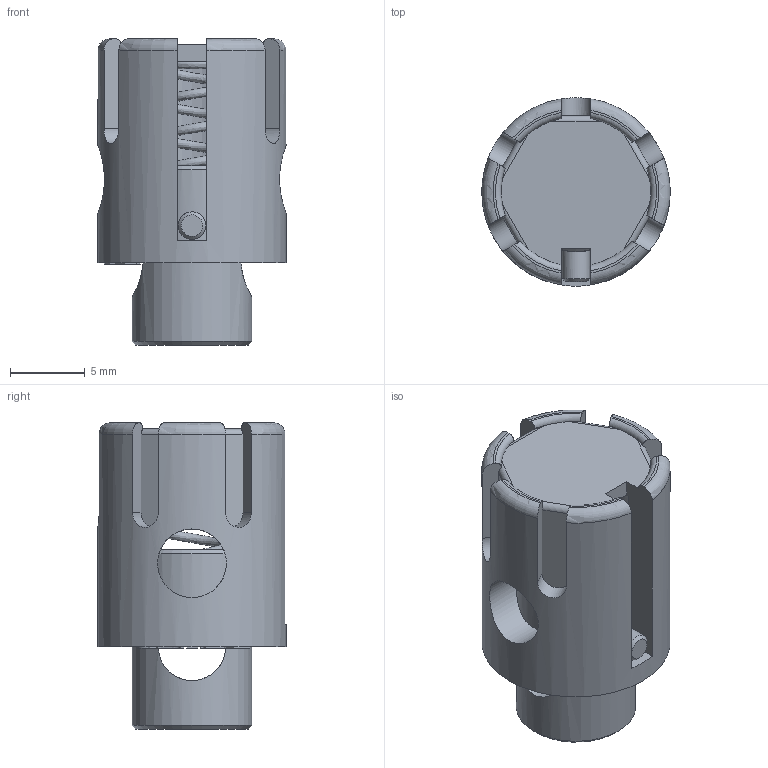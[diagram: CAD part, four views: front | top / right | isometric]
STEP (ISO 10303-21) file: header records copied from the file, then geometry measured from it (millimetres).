
FILE_DESCRIPTION(/* description */ (''),/* implementation_level */ '2;1');
FILE_NAME(/* name */ 'CL681581 SPT1 black.stp',/* time_stamp */ '2025-10-01T10:31:45+01:00',/* author */ ('TOttley'),/* organization */ (''),/* preprocessor_version */ 'ST-DEVELOPER v20',/* originating_system */ 'Autodesk Inventor 2025',/* authorisation */ '');
FILE_SCHEMA (('AUTOMOTIVE_DESIGN { 1 0 10303 214 3 1 1 }'));
Length unit declared in the file: millimetre
Products named in the file (1): Part11
Bounding box: 12.6 x 12.6 x 20.5 mm (x, y, z)
Volume: 1323.8 mm3; surface area: 1926.6 mm2
Topology: 1 solids, 1 shells, 224 faces, 642 edges, 423 vertices
Faces by surface type: plane 115, bspline 46, cylinder 41, torus 15, cone 6, sphere 1
Full cylindrical faces by diameter (mm): 1.84 x2, 2.259 x3, 4.5 x1, 4.6 x2, 5.3 x1, 8 x1, 12.6 x1
Entity records: 11414 total; most frequent: CARTESIAN_POINT 5651, ORIENTED_EDGE 1286, DIRECTION 917, EDGE_CURVE 643, VERTEX_POINT 423, LINE 365, VECTOR 365, AXIS2_PLACEMENT_3D 276
